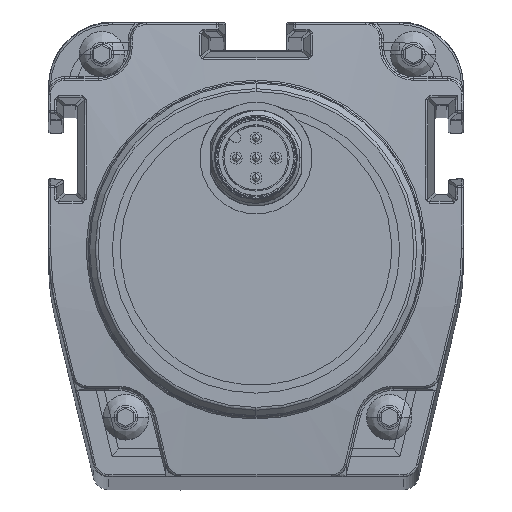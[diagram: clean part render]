
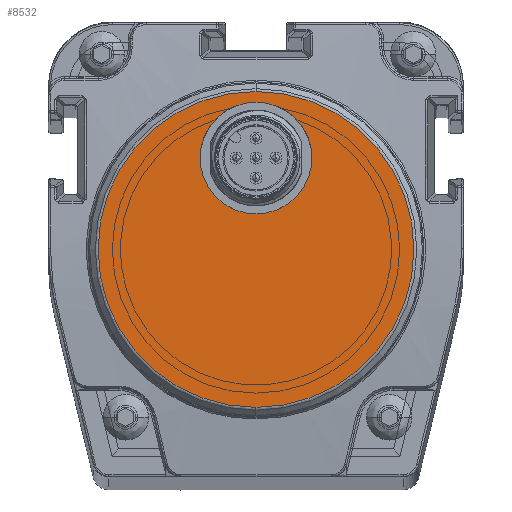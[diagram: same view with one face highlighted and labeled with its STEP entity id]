
A CAD part, top view. The second image highlights one B-rep face of the part: STEP entity #8532.
In plain terms, the highlighted face is planar.
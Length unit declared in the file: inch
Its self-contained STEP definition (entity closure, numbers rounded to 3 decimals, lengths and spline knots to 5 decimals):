
#3857=CARTESIAN_POINT('',(0.,21.,0.));
#3858=DIRECTION('',(0.,1.,0.));
#3859=DIRECTION('',(0.,0.,-1.));
#3860=AXIS2_PLACEMENT_3D('',#3857,#3858,#3859);
#3862=CARTESIAN_POINT('',(0.,21.,0.));
#3863=DIRECTION('',(0.,1.,0.));
#3864=DIRECTION('',(0.,0.,1.));
#3865=AXIS2_PLACEMENT_3D('',#3862,#3863,#3864);
#3867=CARTESIAN_POINT('',(0.,21.,-11.45));
#3868=DIRECTION('',(0.,1.,0.));
#3869=DIRECTION('',(1.,0.,0.));
#3870=AXIS2_PLACEMENT_3D('',#3867,#3868,#3869);
#3872=CARTESIAN_POINT('',(0.,21.,-11.45));
#3873=DIRECTION('',(0.,1.,0.));
#3874=DIRECTION('',(-1.,0.,0.));
#3875=AXIS2_PLACEMENT_3D('',#3872,#3873,#3874);
#7343=CARTESIAN_POINT('',(0.,21.,-19.79289));
#7344=CARTESIAN_POINT('',(0.,21.,19.79289));
#7345=VERTEX_POINT('',#7343);
#7346=VERTEX_POINT('',#7344);
#7966=CARTESIAN_POINT('',(7.,21.,-11.45));
#7967=CARTESIAN_POINT('',(-7.,21.,-11.45));
#7968=VERTEX_POINT('',#7966);
#7969=VERTEX_POINT('',#7967);
#8516=CARTESIAN_POINT('',(-26.,21.,0.));
#8517=DIRECTION('',(0.,-1.,0.));
#8518=DIRECTION('',(0.,0.,1.));
#8519=AXIS2_PLACEMENT_3D('',#8516,#8517,#8518);
#8520=PLANE('',#8519);
#8522=ORIENTED_EDGE('',*,*,#8521,.F.);
#8524=ORIENTED_EDGE('',*,*,#8523,.F.);
#8525=EDGE_LOOP('',(#8522,#8524));
#8526=FACE_OUTER_BOUND('',#8525,.F.);
#8527=ORIENTED_EDGE('',*,*,#8494,.T.);
#8529=ORIENTED_EDGE('',*,*,#8528,.T.);
#8530=EDGE_LOOP('',(#8527,#8529));
#8531=FACE_BOUND('',#8530,.F.);
#8532=ADVANCED_FACE('',(#8526,#8531),#8520,.F.);
#3861=CIRCLE('',#3860,19.79289);
#3866=CIRCLE('',#3865,19.79289);
#3871=CIRCLE('',#3870,7.);
#3876=CIRCLE('',#3875,7.);
#8494=EDGE_CURVE('',#7968,#7969,#3871,.T.);
#8521=EDGE_CURVE('',#7345,#7346,#3861,.T.);
#8523=EDGE_CURVE('',#7346,#7345,#3866,.T.);
#8528=EDGE_CURVE('',#7969,#7968,#3876,.T.);
